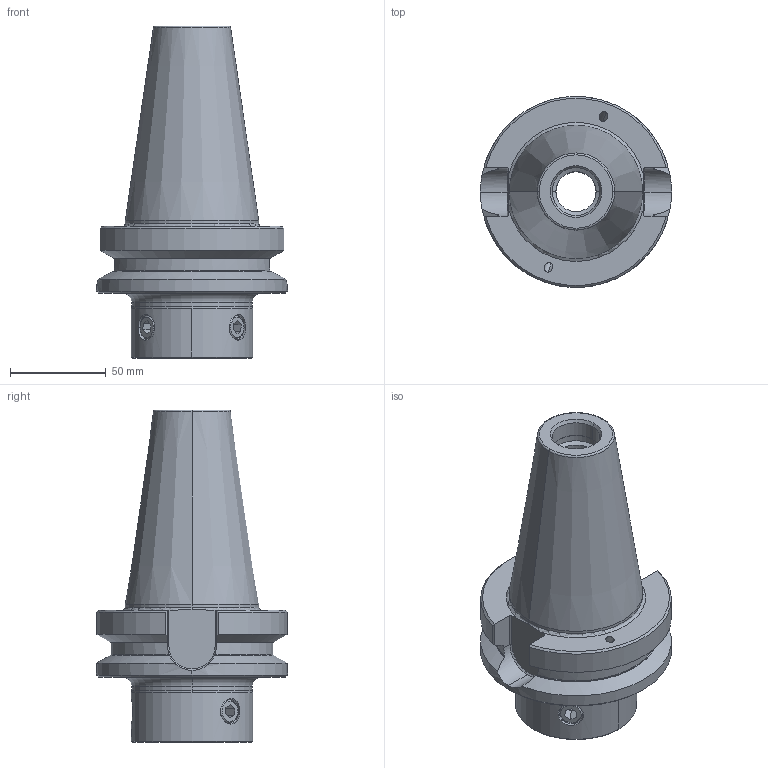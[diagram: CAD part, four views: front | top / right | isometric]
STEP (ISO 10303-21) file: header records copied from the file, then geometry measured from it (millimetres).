
FILE_DESCRIPTION(('no description'),'unknown implementation level');
FILE_NAME('554FB3AA-DB20-4EED-BC05-F02A0F3A8792_export.stp',' ',('CIMSOURCE GmbH'),('CADClick - KiM GmbH - www.kimweb.de'),'unknown preprocess','ACIS','unknown authorization');
FILE_SCHEMA(('automotive_design'));
Length unit declared in the file: millimetre
Products named in the file (4): 323.775N Kaiser SK50 BTBD X CKN6 X 100|690.436 Kaiser ETL M12 X 18 CK6_Standard;NONE; 323.775N Kaiser SK50 BTBD X CKN6 X 100|323.775N Kaiser SK50 BTBD X CKN6 X 100_Standard;NONE
Bounding box: 100 x 100 x 173.8 mm (x, y, z)
Volume: 487173.2 mm3; surface area: 72090.7 mm2
Topology: 4 solids, 4 shells, 267 faces, 630 edges, 376 vertices
Faces by surface type: cylinder 92, plane 89, cone 72, torus 14
Entity records: 15605 total; most frequent: CARTESIAN_POINT 2291, DIRECTION 1322, STYLED_ITEM 1269, PRESENTATION_STYLE_ASSIGNMENT 1269, COLOUR_RGB 1269, ORIENTED_EDGE 1244, EDGE_CURVE 622, CURVE_STYLE 622
